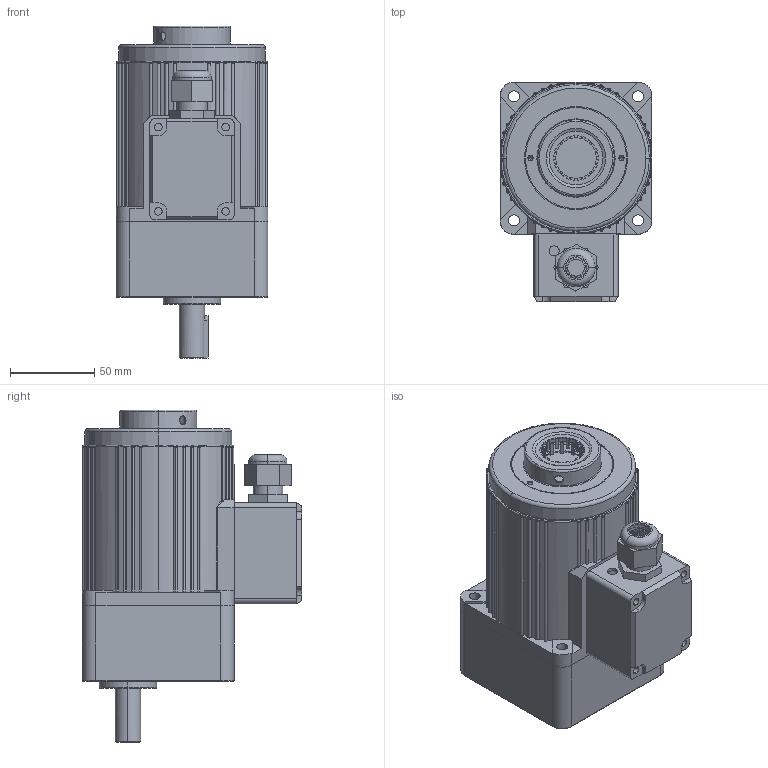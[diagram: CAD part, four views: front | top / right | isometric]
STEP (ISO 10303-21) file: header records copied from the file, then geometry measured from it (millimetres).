
FILE_DESCRIPTION (( 'STEP AP203' ), '1' );
FILE_NAME ('5IK40R-T+5GN3-18KB.STEP', '2020-01-09T04:58:52', ( 'Sky123.Org' ), ( 'Sky123.Org' ), 'SwSTEP 2.0', 'SolidWorks 2014', '' );
FILE_SCHEMA (( 'CONFIG_CONTROL_DESIGN' ));
Length unit declared in the file: millimetre
Products named in the file (11): 5GN3-18KB; 5IK40A; 峚倰萇儂諉盄碟02; 5IK40R-T+5GN3-18KB; NPT1-2萇擢芛; NPT1-2つ踡芛; NPT1-2萇擢芛蚾饜极; 测速线圈外壳; 测速线圈外壳2; 测速线圈总成
Assembly tree (10 placements, depth 3):
  5IK40R-T+5GN3-18KB
    5IK40A
    峚倰萇儂諉盄碟02
    NPT1-2萇擢芛蚾饜极
      NPT1-2萇擢芛
      NPT1-2つ踡芛
    测速线圈总成
      测速线圈外壳
      测速线圈外壳2
    5GN3-18KB
      5GN3-18KB
Bounding box: 90 x 130 x 197 mm (x, y, z)
Volume: 1075434.1 mm3; surface area: 136004.6 mm2
Topology: 7 solids, 7 shells, 780 faces, 2068 edges, 1330 vertices
Faces by surface type: plane 318, cylinder 302, torus 132, cone 26, bspline 2
Entity records: 26690 total; most frequent: CARTESIAN_POINT 5574, DIRECTION 4408, ORIENTED_EDGE 4136, EDGE_CURVE 2068, AXIS2_PLACEMENT_3D 1714, VERTEX_POINT 1330, VECTOR 980, LINE 980
